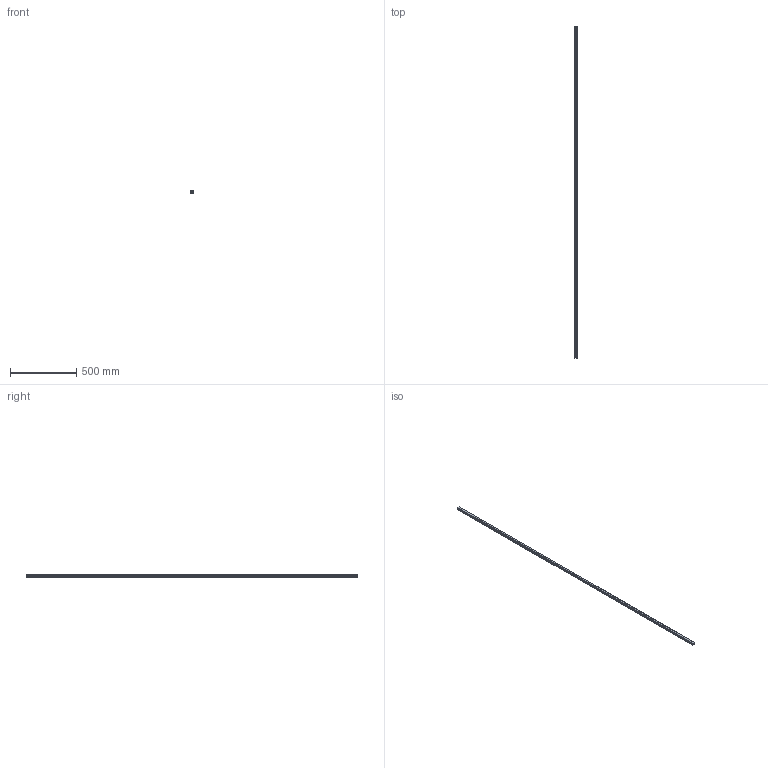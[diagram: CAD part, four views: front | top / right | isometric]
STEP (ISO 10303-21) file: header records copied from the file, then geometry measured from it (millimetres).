
FILE_DESCRIPTION(('STEP AP214'),'1');
FILE_NAME('cctmp_CA33A91D-3014-4504-A29E-83FBB60485D7_2021_01_22_12_34_50_0443..stp','2021-01-22T11:34:50',('HIWIN GmbH'),('CADClick - www.CADClick.com'),'Spatial InterOp 3D',' ','unknown authorization');
FILE_SCHEMA(('AUTOMOTIVE_DESIGN'));
Length unit declared in the file: millimetre
Products named in the file (1): HGR20T2510C_FILE
Bounding box: 20 x 2510 x 17.5 mm (x, y, z)
Volume: 741295.7 mm3; surface area: 200171.3 mm2
Topology: 1 solids, 1 shells, 275 faces, 723 edges, 412 vertices
Faces by surface type: cylinder 106, plane 85, cone 84
Entity records: 10033 total; most frequent: DIRECTION 1403, CARTESIAN_POINT 1327, ORIENTED_EDGE 1278, EDGE_CURVE 639, AXIS2_PLACEMENT_3D 488, LINE 427, VECTOR 427, VERTEX_POINT 412
